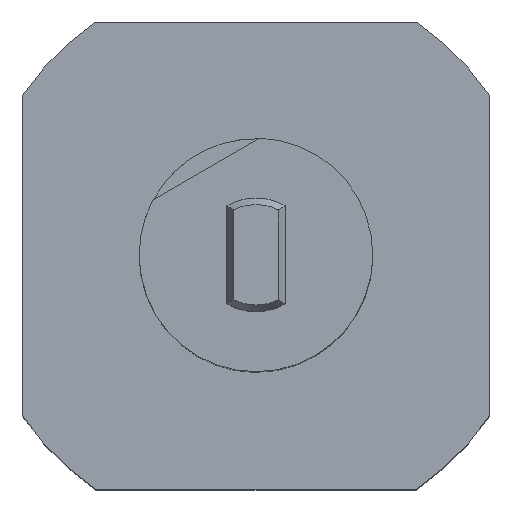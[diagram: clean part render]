
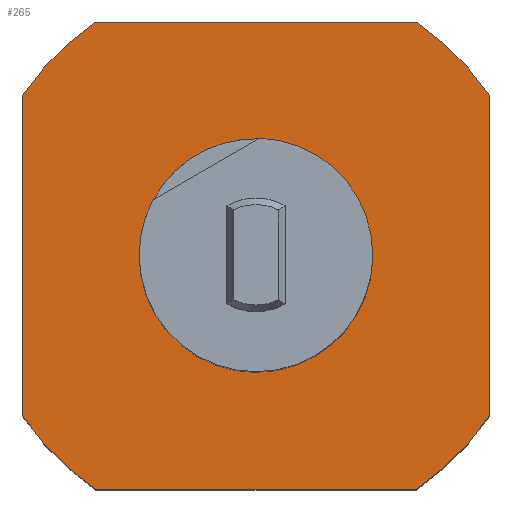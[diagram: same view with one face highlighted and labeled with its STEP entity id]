
A CAD part, top view. The second image highlights one B-rep face of the part: STEP entity #265.
In plain terms, the highlighted planar face has unit normal (0, 0, 1).
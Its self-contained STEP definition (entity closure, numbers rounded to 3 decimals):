
#117=LINE('',#1197,#153);
#122=LINE('',#1212,#158);
#126=LINE('',#1224,#162);
#130=LINE('',#1236,#166);
#153=VECTOR('',#932,1.0);
#158=VECTOR('',#945,1.0);
#162=VECTOR('',#957,1.0);
#166=VECTOR('',#969,1.0);
#204=PLANE('',#799);
#265=ADVANCED_FACE('',(#321,#322),#204,.F.);
#321=FACE_BOUND('',#372,.T.);
#322=FACE_BOUND('',#373,.T.);
#372=EDGE_LOOP('',(#490,#491,#492,#493,#494,#495,#496,#497));
#373=EDGE_LOOP('',(#498));
#490=ORIENTED_EDGE('',*,*,#654,.F.);
#491=ORIENTED_EDGE('',*,*,#676,.F.);
#492=ORIENTED_EDGE('',*,*,#673,.F.);
#493=ORIENTED_EDGE('',*,*,#670,.F.);
#494=ORIENTED_EDGE('',*,*,#667,.F.);
#495=ORIENTED_EDGE('',*,*,#664,.F.);
#496=ORIENTED_EDGE('',*,*,#661,.F.);
#497=ORIENTED_EDGE('',*,*,#658,.F.);
#498=ORIENTED_EDGE('',*,*,#640,.T.);
#579=VERTEX_POINT('',#1157);
#587=VERTEX_POINT('',#1198);
#588=VERTEX_POINT('',#1199);
#591=VERTEX_POINT('',#1207);
#593=VERTEX_POINT('',#1213);
#595=VERTEX_POINT('',#1219);
#597=VERTEX_POINT('',#1225);
#599=VERTEX_POINT('',#1231);
#601=VERTEX_POINT('',#1237);
#640=EDGE_CURVE('',#579,#579,#710,.T.);
#654=EDGE_CURVE('',#587,#588,#117,.T.);
#658=EDGE_CURVE('',#588,#591,#718,.T.);
#661=EDGE_CURVE('',#591,#593,#122,.T.);
#664=EDGE_CURVE('',#593,#595,#720,.T.);
#667=EDGE_CURVE('',#595,#597,#126,.T.);
#670=EDGE_CURVE('',#597,#599,#722,.T.);
#673=EDGE_CURVE('',#599,#601,#130,.T.);
#676=EDGE_CURVE('',#601,#587,#724,.T.);
#710=CIRCLE('',#762,20.0);
#718=CIRCLE('',#784,48.5);
#720=CIRCLE('',#788,48.5);
#722=CIRCLE('',#792,48.5);
#724=CIRCLE('',#796,48.5);
#762=AXIS2_PLACEMENT_3D('',#1156,#886,#887);
#784=AXIS2_PLACEMENT_3D('',#1206,#938,#939);
#788=AXIS2_PLACEMENT_3D('',#1218,#950,#951);
#792=AXIS2_PLACEMENT_3D('',#1230,#962,#963);
#796=AXIS2_PLACEMENT_3D('',#1242,#974,#975);
#799=AXIS2_PLACEMENT_3D('',#1245,#980,#981);
#886=DIRECTION('',(0.0,0.0,-1.0));
#887=DIRECTION('',(-1.0,0.0,0.0));
#932=DIRECTION('',(0.0,1.0,0.0));
#938=DIRECTION('',(0.0,0.0,-1.0));
#939=DIRECTION('',(1.0,0.0,0.0));
#945=DIRECTION('',(1.0,0.,0.0));
#950=DIRECTION('',(0.0,0.0,-1.0));
#951=DIRECTION('',(1.0,0.0,0.0));
#957=DIRECTION('',(0.0,-1.0,0.0));
#962=DIRECTION('',(0.0,0.0,-1.0));
#963=DIRECTION('',(1.0,0.0,0.0));
#969=DIRECTION('',(-1.0,0.0,0.0));
#974=DIRECTION('',(0.0,0.0,-1.0));
#975=DIRECTION('',(1.0,0.0,0.0));
#980=DIRECTION('',(0.0,0.0,-1.0));
#981=DIRECTION('',(1.0,0.0,0.0));
#1156=CARTESIAN_POINT('',(0.,0.,0.0));
#1157=CARTESIAN_POINT('',(-20.0,0.,0.0));
#1197=CARTESIAN_POINT('',(-40.0,-27.427,0.0));
#1198=CARTESIAN_POINT('',(-40.0,-27.427,0.0));
#1199=CARTESIAN_POINT('',(-40.0,27.427,0.0));
#1206=CARTESIAN_POINT('',(0.,0.,0.0));
#1207=CARTESIAN_POINT('',(-27.427,40.0,0.0));
#1212=CARTESIAN_POINT('',(27.427,40.0,0.0));
#1213=CARTESIAN_POINT('',(27.427,40.0,0.0));
#1218=CARTESIAN_POINT('',(0.,0.,0.0));
#1219=CARTESIAN_POINT('',(40.0,27.427,0.0));
#1224=CARTESIAN_POINT('',(40.0,27.427,0.0));
#1225=CARTESIAN_POINT('',(40.0,-27.427,0.0));
#1230=CARTESIAN_POINT('',(0.,0.,0.0));
#1231=CARTESIAN_POINT('',(27.427,-40.0,0.0));
#1236=CARTESIAN_POINT('',(27.427,-40.0,0.0));
#1237=CARTESIAN_POINT('',(-27.427,-40.0,0.0));
#1242=CARTESIAN_POINT('',(0.,0.,0.0));
#1245=CARTESIAN_POINT('',(0.,0.,0.0));
